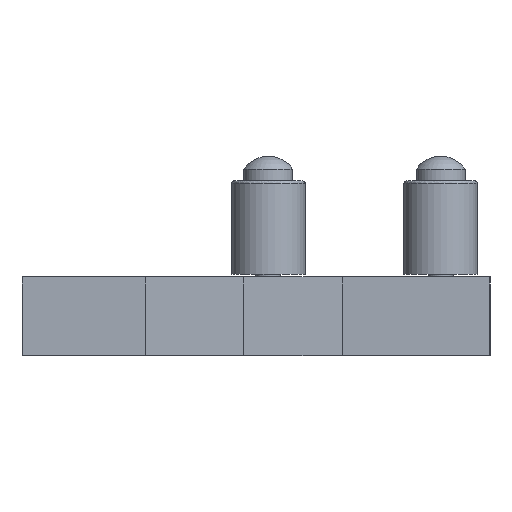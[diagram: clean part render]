
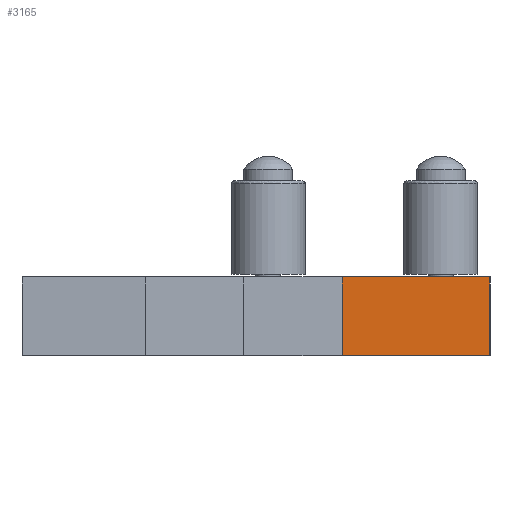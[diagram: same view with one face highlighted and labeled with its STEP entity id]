
A CAD part, left-side view. The second image highlights one B-rep face of the part: STEP entity #3165.
In plain terms, the highlighted planar face has unit normal (-1, 0, 0).
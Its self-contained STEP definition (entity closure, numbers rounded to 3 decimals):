
#581 = PLANE('',#582);
#582 = AXIS2_PLACEMENT_3D('',#583,#584,#585);
#583 = CARTESIAN_POINT('',(25.,-0.182,1.6));
#584 = DIRECTION('',(0.,0.,-1.));
#585 = DIRECTION('',(-1.,0.,0.));
#640 = PLANE('',#641);
#641 = AXIS2_PLACEMENT_3D('',#642,#643,#644);
#642 = CARTESIAN_POINT('',(25.,-0.182,0.));
#643 = DIRECTION('',(0.,0.,-1.));
#644 = DIRECTION('',(-1.,0.,0.));
#857 = VERTEX_POINT('',#858);
#858 = CARTESIAN_POINT('',(-4.5,-6.,0.));
#872 = PLANE('',#873);
#873 = AXIS2_PLACEMENT_3D('',#874,#875,#876);
#874 = CARTESIAN_POINT('',(-1.,-6.,0.));
#875 = DIRECTION('',(0.,-1.,0.));
#876 = DIRECTION('',(-1.,0.,0.));
#884 = EDGE_CURVE('',#857,#885,#887,.T.);
#885 = VERTEX_POINT('',#886);
#886 = CARTESIAN_POINT('',(-4.5,-3.,0.));
#887 = SURFACE_CURVE('',#888,(#892,#899),.PCURVE_S1.);
#888 = LINE('',#889,#890);
#889 = CARTESIAN_POINT('',(-4.5,-6.,0.));
#890 = VECTOR('',#891,1.);
#891 = DIRECTION('',(0.,1.,0.));
#892 = PCURVE('',#640,#893);
#893 = DEFINITIONAL_REPRESENTATION('',(#894),#898);
#894 = LINE('',#895,#896);
#895 = CARTESIAN_POINT('',(29.5,-5.818));
#896 = VECTOR('',#897,1.);
#897 = DIRECTION('',(0.,1.));
#898 = ( GEOMETRIC_REPRESENTATION_CONTEXT(2) 
PARAMETRIC_REPRESENTATION_CONTEXT() REPRESENTATION_CONTEXT('2D SPACE',''
  ) );
#899 = PCURVE('',#900,#905);
#900 = PLANE('',#901);
#901 = AXIS2_PLACEMENT_3D('',#902,#903,#904);
#902 = CARTESIAN_POINT('',(-4.5,-6.,0.));
#903 = DIRECTION('',(-1.,0.,0.));
#904 = DIRECTION('',(0.,1.,0.));
#905 = DEFINITIONAL_REPRESENTATION('',(#906),#910);
#906 = LINE('',#907,#908);
#907 = CARTESIAN_POINT('',(0.,0.));
#908 = VECTOR('',#909,1.);
#909 = DIRECTION('',(1.,0.));
#910 = ( GEOMETRIC_REPRESENTATION_CONTEXT(2) 
PARAMETRIC_REPRESENTATION_CONTEXT() REPRESENTATION_CONTEXT('2D SPACE',''
  ) );
#928 = PLANE('',#929);
#929 = AXIS2_PLACEMENT_3D('',#930,#931,#932);
#930 = CARTESIAN_POINT('',(-4.5,-3.,0.));
#931 = DIRECTION('',(-0.707,-0.707,0.));
#932 = DIRECTION('',(-0.707,0.707,0.));
#2056 = VERTEX_POINT('',#2057);
#2057 = CARTESIAN_POINT('',(-4.5,-6.,1.6));
#2078 = EDGE_CURVE('',#2056,#2079,#2081,.T.);
#2079 = VERTEX_POINT('',#2080);
#2080 = CARTESIAN_POINT('',(-4.5,-3.,1.6));
#2081 = SURFACE_CURVE('',#2082,(#2086,#2093),.PCURVE_S1.);
#2082 = LINE('',#2083,#2084);
#2083 = CARTESIAN_POINT('',(-4.5,-6.,1.6));
#2084 = VECTOR('',#2085,1.);
#2085 = DIRECTION('',(0.,1.,0.));
#2086 = PCURVE('',#581,#2087);
#2087 = DEFINITIONAL_REPRESENTATION('',(#2088),#2092);
#2088 = LINE('',#2089,#2090);
#2089 = CARTESIAN_POINT('',(29.5,-5.818));
#2090 = VECTOR('',#2091,1.);
#2091 = DIRECTION('',(0.,1.));
#2092 = ( GEOMETRIC_REPRESENTATION_CONTEXT(2) 
PARAMETRIC_REPRESENTATION_CONTEXT() REPRESENTATION_CONTEXT('2D SPACE',''
  ) );
#2093 = PCURVE('',#900,#2094);
#2094 = DEFINITIONAL_REPRESENTATION('',(#2095),#2099);
#2095 = LINE('',#2096,#2097);
#2096 = CARTESIAN_POINT('',(0.,-1.6));
#2097 = VECTOR('',#2098,1.);
#2098 = DIRECTION('',(1.,0.));
#2099 = ( GEOMETRIC_REPRESENTATION_CONTEXT(2) 
PARAMETRIC_REPRESENTATION_CONTEXT() REPRESENTATION_CONTEXT('2D SPACE',''
  ) );
#3117 = EDGE_CURVE('',#857,#2056,#3118,.T.);
#3118 = SURFACE_CURVE('',#3119,(#3123,#3130),.PCURVE_S1.);
#3119 = LINE('',#3120,#3121);
#3120 = CARTESIAN_POINT('',(-4.5,-6.,0.));
#3121 = VECTOR('',#3122,1.);
#3122 = DIRECTION('',(0.,0.,1.));
#3123 = PCURVE('',#872,#3124);
#3124 = DEFINITIONAL_REPRESENTATION('',(#3125),#3129);
#3125 = LINE('',#3126,#3127);
#3126 = CARTESIAN_POINT('',(3.5,0.));
#3127 = VECTOR('',#3128,1.);
#3128 = DIRECTION('',(0.,-1.));
#3129 = ( GEOMETRIC_REPRESENTATION_CONTEXT(2) 
PARAMETRIC_REPRESENTATION_CONTEXT() REPRESENTATION_CONTEXT('2D SPACE',''
  ) );
#3130 = PCURVE('',#900,#3131);
#3131 = DEFINITIONAL_REPRESENTATION('',(#3132),#3136);
#3132 = LINE('',#3133,#3134);
#3133 = CARTESIAN_POINT('',(0.,0.));
#3134 = VECTOR('',#3135,1.);
#3135 = DIRECTION('',(0.,-1.));
#3136 = ( GEOMETRIC_REPRESENTATION_CONTEXT(2) 
PARAMETRIC_REPRESENTATION_CONTEXT() REPRESENTATION_CONTEXT('2D SPACE',''
  ) );
#3165 = ADVANCED_FACE('',(#3166),#900,.T.);
#3166 = FACE_BOUND('',#3167,.T.);
#3167 = EDGE_LOOP('',(#3168,#3169,#3170,#3191));
#3168 = ORIENTED_EDGE('',*,*,#3117,.T.);
#3169 = ORIENTED_EDGE('',*,*,#2078,.T.);
#3170 = ORIENTED_EDGE('',*,*,#3171,.F.);
#3171 = EDGE_CURVE('',#885,#2079,#3172,.T.);
#3172 = SURFACE_CURVE('',#3173,(#3177,#3184),.PCURVE_S1.);
#3173 = LINE('',#3174,#3175);
#3174 = CARTESIAN_POINT('',(-4.5,-3.,0.));
#3175 = VECTOR('',#3176,1.);
#3176 = DIRECTION('',(0.,0.,1.));
#3177 = PCURVE('',#900,#3178);
#3178 = DEFINITIONAL_REPRESENTATION('',(#3179),#3183);
#3179 = LINE('',#3180,#3181);
#3180 = CARTESIAN_POINT('',(3.,0.));
#3181 = VECTOR('',#3182,1.);
#3182 = DIRECTION('',(0.,-1.));
#3183 = ( GEOMETRIC_REPRESENTATION_CONTEXT(2) 
PARAMETRIC_REPRESENTATION_CONTEXT() REPRESENTATION_CONTEXT('2D SPACE',''
  ) );
#3184 = PCURVE('',#928,#3185);
#3185 = DEFINITIONAL_REPRESENTATION('',(#3186),#3190);
#3186 = LINE('',#3187,#3188);
#3187 = CARTESIAN_POINT('',(0.,0.));
#3188 = VECTOR('',#3189,1.);
#3189 = DIRECTION('',(0.,-1.));
#3190 = ( GEOMETRIC_REPRESENTATION_CONTEXT(2) 
PARAMETRIC_REPRESENTATION_CONTEXT() REPRESENTATION_CONTEXT('2D SPACE',''
  ) );
#3191 = ORIENTED_EDGE('',*,*,#884,.F.);
